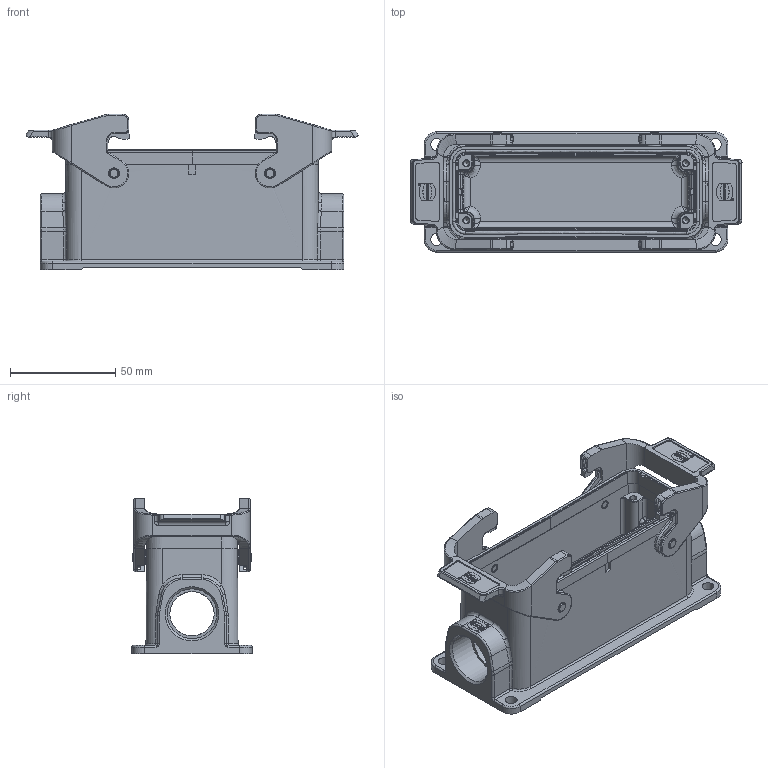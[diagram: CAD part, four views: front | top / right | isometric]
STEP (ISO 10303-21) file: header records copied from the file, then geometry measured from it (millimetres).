
FILE_DESCRIPTION(/* description */ (''),/* implementation_level */ '2;1');
FILE_NAME(/* name */ '100233420ugm000_e.stp',/* time_stamp */ '2017-11-03T10:38:51+01:00',/* author */ (''),/* organization */ (''),/* preprocessor_version */ 'ST-DEVELOPER v16',/* originating_system */ 'SIEMENS PLM Software NX 10.0',/* authorisation */ '');
FILE_SCHEMA (('AUTOMOTIVE_DESIGN { 1 0 10303 214 3 1 1 1 }'));
Products named in the file (1): 100233420ugm000_e
Bounding box: 157.4 x 57 x 73.8 mm (x, y, z)
Volume: 130302.3 mm3; surface area: 73354.9 mm2
Topology: 4 solids, 5 shells, 1979 faces, 5879 edges, 4531 vertices
Faces by surface type: plane 1052, cylinder 433, bspline 352, cone 82, torus 52, extrusion 4, sphere 4
Full cylindrical faces by diameter (mm): 0.88 x2, 1.04 x2, 2.74 x4, 2.95 x4, 3.1 x4, 4 x4, 4.8 x4, 5.1 x8, 5.6 x4, 7 x4, 21 x2, 23.6 x2
Entity records: 87674 total; most frequent: CARTESIAN_POINT 23562, ORIENTED_EDGE 10286, DIRECTION 8877, EDGE_CURVE 5143, VECTOR 3401, LINE 3397, VERTEX_POINT 3340, AXIS2_PLACEMENT_3D 2738
